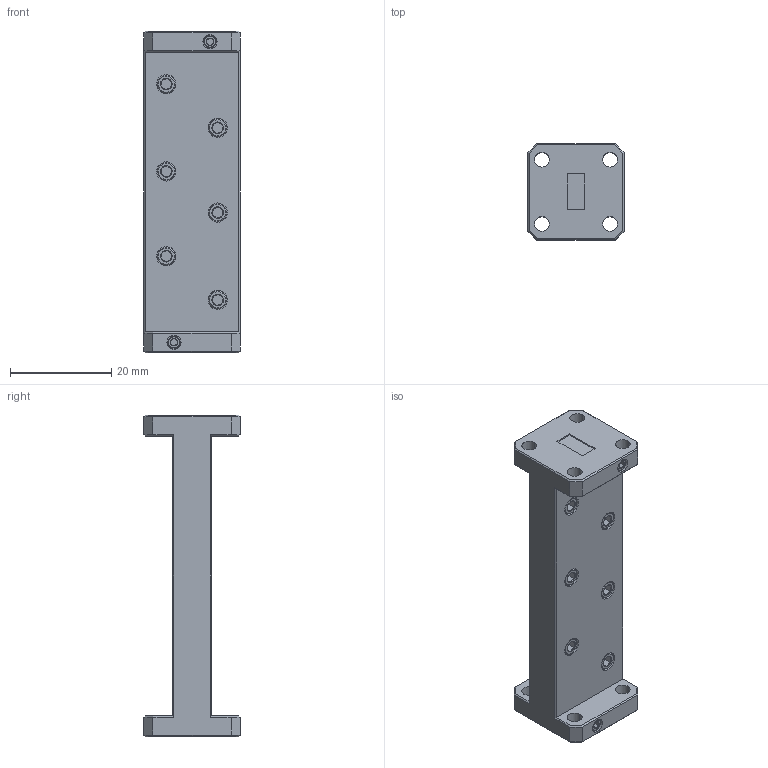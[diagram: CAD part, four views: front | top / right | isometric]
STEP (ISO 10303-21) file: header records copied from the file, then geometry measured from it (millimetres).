
FILE_DESCRIPTION (( 'STEP AP203' ), '1' );
FILE_NAME ('WF-BA-2.5.STEP', '2024-05-01T23:05:12', ( '' ), ( '' ), 'SwSTEP 2.0', 'SolidWorks 2021', '' );
FILE_SCHEMA (( 'CONFIG_CONTROL_DESIGN' ));
Length unit declared in the file: inch
Products named in the file (1): WF-BA-2.5
Bounding box: 19.05 x 19.05 x 63.5 mm (x, y, z)
Volume: 10667.8 mm3; surface area: 5946.2 mm2
Topology: 17 solids, 17 shells, 536 faces, 1060 edges, 608 vertices
Faces by surface type: plane 248, cone 176, cylinder 112
Entity records: 13975 total; most frequent: CARTESIAN_POINT 2829, DIRECTION 2422, ORIENTED_EDGE 2120, EDGE_CURVE 1060, AXIS2_PLACEMENT_3D 937, VERTEX_POINT 608, EDGE_LOOP 602, VECTOR 548
